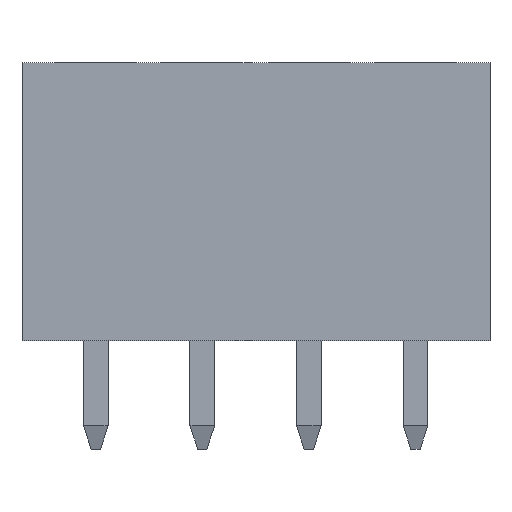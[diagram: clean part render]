
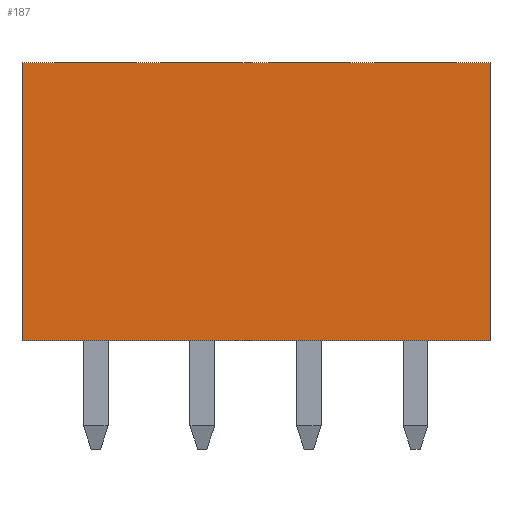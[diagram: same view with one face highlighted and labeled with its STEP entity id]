
A CAD part, left-side view. The second image highlights one B-rep face of the part: STEP entity #187.
In plain terms, the highlighted planar face has unit normal (-1, 0, 0).
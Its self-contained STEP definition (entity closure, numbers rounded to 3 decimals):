
#187=ADVANCED_FACE('',(#393),#3085,.T.);
#393=FACE_OUTER_BOUND('',#603,.T.);
#603=EDGE_LOOP('',(#913,#914,#915,#916));
#913=ORIENTED_EDGE('',*,*,#1816,.T.);
#914=ORIENTED_EDGE('',*,*,#1817,.F.);
#915=ORIENTED_EDGE('',*,*,#1865,.T.);
#916=ORIENTED_EDGE('',*,*,#1864,.T.);
#1816=EDGE_CURVE('',#2768,#2765,#2308,.T.);
#1817=EDGE_CURVE('',#2769,#2765,#2309,.T.);
#1864=EDGE_CURVE('',#2827,#2768,#2356,.T.);
#1865=EDGE_CURVE('',#2769,#2827,#2357,.T.);
#2308=B_SPLINE_CURVE_WITH_KNOTS('',1,(#4306,#4307),.UNSPECIFIED.,.F.,.F.,
(2,2),(0.,0.36),.UNSPECIFIED.);
#2309=B_SPLINE_CURVE_WITH_KNOTS('',1,(#4308,#4309),.UNSPECIFIED.,.F.,.F.,
(2,2),(-0.606,0.),.UNSPECIFIED.);
#2356=B_SPLINE_CURVE_WITH_KNOTS('',1,(#4402,#4403),.UNSPECIFIED.,.F.,.F.,
(2,2),(-0.606,0.),.UNSPECIFIED.);
#2357=B_SPLINE_CURVE_WITH_KNOTS('',1,(#4404,#4405),.UNSPECIFIED.,.F.,.F.,
(2,2),(-0.36,0.),.UNSPECIFIED.);
#2765=VERTEX_POINT('',#4076);
#2768=VERTEX_POINT('',#4079);
#2769=VERTEX_POINT('',#4080);
#2827=VERTEX_POINT('',#4138);
#3085=PLANE('',#3299);
#3299=AXIS2_PLACEMENT_3D('',#3748,#3497,$);
#3497=DIRECTION('',(-1.,0.,0.));
#3748=CARTESIAN_POINT('',(-4.064,-29.771,-16.18));
#4076=CARTESIAN_POINT('',(-4.064,-12.967,9.144));
#4079=CARTESIAN_POINT('',(-4.064,-12.967,0.));
#4080=CARTESIAN_POINT('',(-4.064,2.426,9.144));
#4138=CARTESIAN_POINT('',(-4.064,2.426,0.));
#4306=CARTESIAN_POINT('',(-4.064,-12.967,0.));
#4307=CARTESIAN_POINT('',(-4.064,-12.967,9.144));
#4308=CARTESIAN_POINT('',(-4.064,2.426,9.144));
#4309=CARTESIAN_POINT('',(-4.064,-12.967,9.144));
#4402=CARTESIAN_POINT('',(-4.064,2.426,0.));
#4403=CARTESIAN_POINT('',(-4.064,-12.967,0.));
#4404=CARTESIAN_POINT('',(-4.064,2.426,9.144));
#4405=CARTESIAN_POINT('',(-4.064,2.426,0.));
